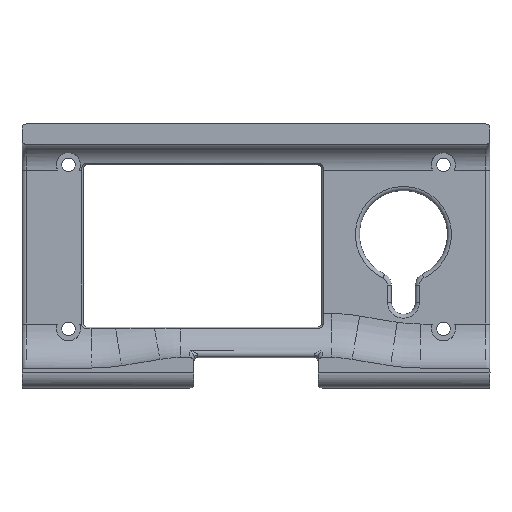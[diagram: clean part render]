
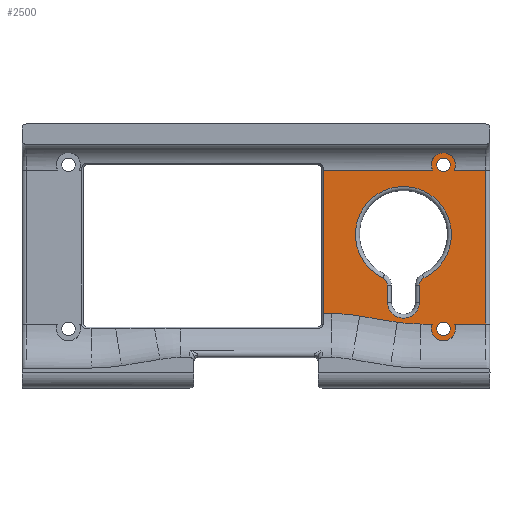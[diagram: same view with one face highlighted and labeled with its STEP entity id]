
A CAD part, front view. The second image highlights one B-rep face of the part: STEP entity #2500.
In plain terms, the highlighted planar face has unit normal (0, -1, 0).
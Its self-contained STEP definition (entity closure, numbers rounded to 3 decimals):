
#85=FACE_BOUND('',#756,.T.);
#86=FACE_BOUND('',#757,.T.);
#87=FACE_BOUND('',#758,.T.);
#169=LINE('',#4130,#365);
#189=LINE('',#4479,#385);
#190=LINE('',#4481,#386);
#191=LINE('',#4489,#387);
#192=LINE('',#4493,#388);
#193=LINE('',#4495,#389);
#194=LINE('',#4496,#390);
#195=LINE('',#4499,#391);
#196=LINE('',#4507,#392);
#365=VECTOR('',#3138,10.);
#385=VECTOR('',#3188,10.);
#386=VECTOR('',#3189,11.);
#387=VECTOR('',#3196,10.);
#388=VECTOR('',#3199,10.);
#389=VECTOR('',#3200,10.);
#390=VECTOR('',#3201,10.);
#391=VECTOR('',#3202,10.);
#392=VECTOR('',#3209,10.);
#504=PLANE('',#2706);
#590=FACE_OUTER_BOUND('',#755,.T.);
#755=EDGE_LOOP('',(#1916,#1917,#1918,#1919,#1920,#1921,#1922,#1923,#1924,
#1925,#1926,#1927));
#756=EDGE_LOOP('',(#1928));
#757=EDGE_LOOP('',(#1929,#1930,#1931,#1932,#1933,#1934));
#758=EDGE_LOOP('',(#1935));
#864=CIRCLE('',#2619,3.);
#870=CIRCLE('',#2627,1.7);
#897=CIRCLE('',#2669,1.7);
#909=CIRCLE('',#2707,41.);
#910=CIRCLE('',#2708,483.154);
#911=CIRCLE('',#2709,39.);
#912=CIRCLE('',#2710,3.);
#913=CIRCLE('',#2711,2.);
#914=CIRCLE('',#2712,12.);
#915=CIRCLE('',#2713,2.);
#916=CIRCLE('',#2714,4.);
#1041=VERTEX_POINT('',#3717);
#1042=VERTEX_POINT('',#3718);
#1053=VERTEX_POINT('',#3770);
#1107=VERTEX_POINT('',#3907);
#1137=VERTEX_POINT('',#4124);
#1138=VERTEX_POINT('',#4128);
#1155=VERTEX_POINT('',#4480);
#1156=VERTEX_POINT('',#4482);
#1157=VERTEX_POINT('',#4484);
#1158=VERTEX_POINT('',#4486);
#1159=VERTEX_POINT('',#4488);
#1160=VERTEX_POINT('',#4490);
#1161=VERTEX_POINT('',#4492);
#1162=VERTEX_POINT('',#4494);
#1163=VERTEX_POINT('',#4497);
#1164=VERTEX_POINT('',#4498);
#1165=VERTEX_POINT('',#4500);
#1166=VERTEX_POINT('',#4502);
#1167=VERTEX_POINT('',#4504);
#1168=VERTEX_POINT('',#4506);
#1266=EDGE_CURVE('',#1042,#1041,#864,.T.);
#1279=EDGE_CURVE('',#1053,#1053,#870,.T.);
#1347=EDGE_CURVE('',#1107,#1107,#897,.T.);
#1396=EDGE_CURVE('',#1137,#1138,#169,.T.);
#1433=EDGE_CURVE('',#1138,#1041,#189,.T.);
#1434=EDGE_CURVE('',#1155,#1137,#190,.T.);
#1435=EDGE_CURVE('',#1155,#1156,#909,.T.);
#1436=EDGE_CURVE('',#1157,#1156,#910,.T.);
#1437=EDGE_CURVE('',#1158,#1157,#911,.T.);
#1438=EDGE_CURVE('',#1158,#1159,#191,.T.);
#1439=EDGE_CURVE('',#1160,#1159,#912,.T.);
#1440=EDGE_CURVE('',#1160,#1161,#192,.T.);
#1441=EDGE_CURVE('',#1162,#1161,#193,.T.);
#1442=EDGE_CURVE('',#1042,#1162,#194,.T.);
#1443=EDGE_CURVE('',#1163,#1164,#195,.T.);
#1444=EDGE_CURVE('',#1165,#1163,#913,.T.);
#1445=EDGE_CURVE('',#1166,#1165,#914,.T.);
#1446=EDGE_CURVE('',#1167,#1166,#915,.T.);
#1447=EDGE_CURVE('',#1168,#1167,#196,.T.);
#1448=EDGE_CURVE('',#1164,#1168,#916,.T.);
#1916=ORIENTED_EDGE('',*,*,#1266,.T.);
#1917=ORIENTED_EDGE('',*,*,#1433,.F.);
#1918=ORIENTED_EDGE('',*,*,#1396,.F.);
#1919=ORIENTED_EDGE('',*,*,#1434,.F.);
#1920=ORIENTED_EDGE('',*,*,#1435,.T.);
#1921=ORIENTED_EDGE('',*,*,#1436,.F.);
#1922=ORIENTED_EDGE('',*,*,#1437,.F.);
#1923=ORIENTED_EDGE('',*,*,#1438,.T.);
#1924=ORIENTED_EDGE('',*,*,#1439,.F.);
#1925=ORIENTED_EDGE('',*,*,#1440,.T.);
#1926=ORIENTED_EDGE('',*,*,#1441,.F.);
#1927=ORIENTED_EDGE('',*,*,#1442,.F.);
#1928=ORIENTED_EDGE('',*,*,#1279,.T.);
#1929=ORIENTED_EDGE('',*,*,#1443,.F.);
#1930=ORIENTED_EDGE('',*,*,#1444,.F.);
#1931=ORIENTED_EDGE('',*,*,#1445,.F.);
#1932=ORIENTED_EDGE('',*,*,#1446,.F.);
#1933=ORIENTED_EDGE('',*,*,#1447,.F.);
#1934=ORIENTED_EDGE('',*,*,#1448,.F.);
#1935=ORIENTED_EDGE('',*,*,#1347,.F.);
#2500=ADVANCED_FACE('',(#590,#85,#86,#87),#504,.F.);
#2619=AXIS2_PLACEMENT_3D('',#3746,#2915,#2916);
#2627=AXIS2_PLACEMENT_3D('',#3772,#2938,#2939);
#2669=AXIS2_PLACEMENT_3D('',#3909,#3063,#3064);
#2706=AXIS2_PLACEMENT_3D('',#4478,#3186,#3187);
#2707=AXIS2_PLACEMENT_3D('',#4483,#3190,#3191);
#2708=AXIS2_PLACEMENT_3D('',#4485,#3192,#3193);
#2709=AXIS2_PLACEMENT_3D('',#4487,#3194,#3195);
#2710=AXIS2_PLACEMENT_3D('',#4491,#3197,#3198);
#2711=AXIS2_PLACEMENT_3D('',#4501,#3203,#3204);
#2712=AXIS2_PLACEMENT_3D('',#4503,#3205,#3206);
#2713=AXIS2_PLACEMENT_3D('',#4505,#3207,#3208);
#2714=AXIS2_PLACEMENT_3D('',#4508,#3210,#3211);
#2915=DIRECTION('center_axis',(0.,-1.,0.));
#2916=DIRECTION('ref_axis',(1.,0.,0.));
#2938=DIRECTION('center_axis',(0.,1.,0.));
#2939=DIRECTION('ref_axis',(1.,0.,0.));
#3063=DIRECTION('center_axis',(0.,-1.,0.));
#3064=DIRECTION('ref_axis',(1.,0.,0.));
#3138=DIRECTION('',(0.,0.,1.));
#3186=DIRECTION('center_axis',(0.,1.,0.));
#3187=DIRECTION('ref_axis',(1.,0.,0.));
#3188=DIRECTION('',(1.,0.,0.));
#3189=DIRECTION('',(-1.,0.,0.));
#3190=DIRECTION('center_axis',(0.,1.,0.));
#3191=DIRECTION('ref_axis',(0.086,0.,0.996));
#3192=DIRECTION('center_axis',(0.,1.,0.));
#3193=DIRECTION('ref_axis',(0.,0.,1.));
#3194=DIRECTION('center_axis',(0.,1.,0.));
#3195=DIRECTION('ref_axis',(0.,0.,1.));
#3196=DIRECTION('',(1.,0.,0.));
#3197=DIRECTION('center_axis',(0.,1.,0.));
#3198=DIRECTION('ref_axis',(1.,0.,0.));
#3199=DIRECTION('',(1.,0.,0.));
#3200=DIRECTION('',(0.,0.,-1.));
#3201=DIRECTION('',(1.,0.,0.));
#3202=DIRECTION('',(0.,0.,-1.));
#3203=DIRECTION('center_axis',(0.,1.,0.));
#3204=DIRECTION('ref_axis',(0.845,0.,0.535));
#3205=DIRECTION('center_axis',(0.,-1.,0.));
#3206=DIRECTION('ref_axis',(0.,0.,
1.));
#3207=DIRECTION('center_axis',(0.,1.,0.));
#3208=DIRECTION('ref_axis',(-0.845,0.,0.535));
#3209=DIRECTION('',(0.,0.,1.));
#3210=DIRECTION('center_axis',(0.,-1.,0.));
#3211=DIRECTION('ref_axis',(0.,0.,-1.));
#3717=CARTESIAN_POINT('',(96.072,-32.048,-68.449));
#3718=CARTESIAN_POINT('',(101.378,-32.048,-68.449));
#3746=CARTESIAN_POINT('Origin',(98.725,-32.048,-67.049));
#3770=CARTESIAN_POINT('',(97.025,-32.048,-67.049));
#3772=CARTESIAN_POINT('Origin',(98.725,-32.048,-67.049));
#3907=CARTESIAN_POINT('',(97.025,-32.048,-108.049));
#3909=CARTESIAN_POINT('Origin',(98.725,-32.048,-108.049));
#4124=CARTESIAN_POINT('',(68.675,-32.048,-104.249));
#4128=CARTESIAN_POINT('',(68.675,-32.048,-68.449));
#4130=CARTESIAN_POINT('',(68.675,-32.048,-77.599));
#4478=CARTESIAN_POINT('Origin',(51.875,-32.048,-87.149));
#4479=CARTESIAN_POINT('',(81.125,-32.048,-68.449));
#4480=CARTESIAN_POINT('',(70.747,-32.048,-104.249));
#4481=CARTESIAN_POINT('',(62.625,-32.048,-104.249));
#4482=CARTESIAN_POINT('',(77.773,-32.048,-104.855));
#4483=CARTESIAN_POINT('Origin',(70.747,-32.048,-145.249));
#4484=CARTESIAN_POINT('',(87.18,-32.048,-106.396));
#4485=CARTESIAN_POINT('Origin',(160.572,-32.048,371.151));
#4486=CARTESIAN_POINT('',(93.104,-32.048,-106.849));
#4487=CARTESIAN_POINT('Origin',(93.104,-32.048,-67.849));
#4488=CARTESIAN_POINT('',(95.975,-32.048,-106.849));
#4489=CARTESIAN_POINT('',(25.125,-32.048,-106.849));
#4490=CARTESIAN_POINT('',(101.475,-32.048,-106.849));
#4491=CARTESIAN_POINT('Origin',(98.725,-32.048,-108.049));
#4492=CARTESIAN_POINT('',(109.375,-32.048,-106.849));
#4493=CARTESIAN_POINT('',(25.125,-32.048,-106.849));
#4494=CARTESIAN_POINT('',(109.375,-32.048,-68.449));
#4495=CARTESIAN_POINT('',(109.375,-32.048,-104.999));
#4496=CARTESIAN_POINT('',(81.125,-32.048,-68.449));
#4497=CARTESIAN_POINT('',(84.725,-32.048,-97.123));
#4498=CARTESIAN_POINT('',(84.725,-32.048,-101.399));
#4499=CARTESIAN_POINT('',(84.725,-32.048,-92.136));
#4500=CARTESIAN_POINT('',(83.582,-32.048,-95.316));
#4501=CARTESIAN_POINT('Origin',(82.725,-32.048,-97.123));
#4502=CARTESIAN_POINT('',(93.868,-32.048,-95.316));
#4503=CARTESIAN_POINT('Origin',(88.725,-32.048,-84.474));
#4504=CARTESIAN_POINT('',(92.725,-32.048,-97.123));
#4505=CARTESIAN_POINT('Origin',(94.725,-32.048,-97.123));
#4506=CARTESIAN_POINT('',(92.725,-32.048,-101.399));
#4507=CARTESIAN_POINT('',(92.725,-32.048,-94.274));
#4508=CARTESIAN_POINT('Origin',(88.725,-32.048,-101.399));
